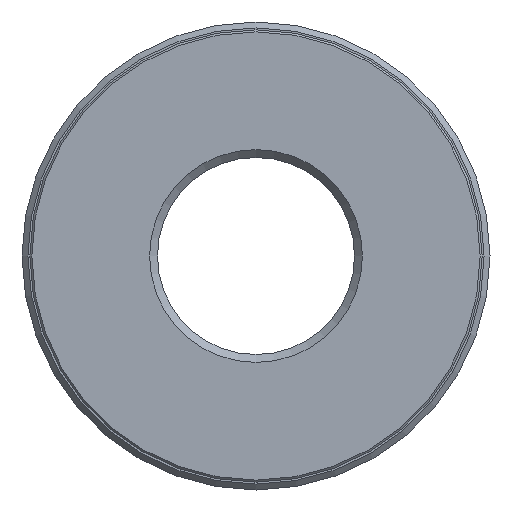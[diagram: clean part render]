
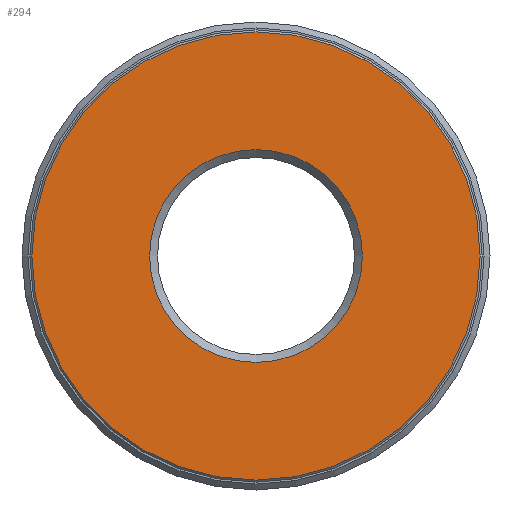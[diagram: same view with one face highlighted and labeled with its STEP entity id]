
A CAD part, front view. The second image highlights one B-rep face of the part: STEP entity #294.
In plain terms, the highlighted planar face has unit normal (0, -1, 0).
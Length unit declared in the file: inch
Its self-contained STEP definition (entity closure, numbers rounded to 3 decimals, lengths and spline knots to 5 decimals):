
#21 = CARTESIAN_POINT ( 'NONE',  ( 0., 0., 0. ) ) ;
#24 = DIRECTION ( 'NONE',  ( 0., 0., 1. ) ) ;
#59 = VERTEX_POINT ( 'NONE', #195 ) ;
#68 = DIRECTION ( 'NONE',  ( 0., 1., 0. ) ) ;
#117 = ORIENTED_EDGE ( 'NONE', *, *, #443, .T. ) ;
#125 = CIRCLE ( 'NONE', #287, 0.56875 ) ;
#143 = VERTEX_POINT ( 'NONE', #475 ) ;
#195 = CARTESIAN_POINT ( 'NONE',  ( 0., 0., 0.56875 ) ) ;
#216 = CARTESIAN_POINT ( 'NONE',  ( 0., 0., 0. ) ) ;
#220 = PLANE ( 'NONE',  #227 ) ;
#227 = AXIS2_PLACEMENT_3D ( 'NONE', #216, #68, #270 ) ;
#269 = EDGE_LOOP ( 'NONE', ( #117 ) ) ;
#270 = DIRECTION ( 'NONE',  ( 0., 0., 1. ) ) ;
#287 = AXIS2_PLACEMENT_3D ( 'NONE', #21, #442, #356 ) ;
#294 = ADVANCED_FACE ( 'NONE', ( #404, #306 ), #220, .F. ) ;
#306 = FACE_BOUND ( 'NONE', #269, .T. ) ;
#310 = DIRECTION ( 'NONE',  ( 0., 1., 0. ) ) ;
#346 = AXIS2_PLACEMENT_3D ( 'NONE', #584, #310, #24 ) ;
#356 = DIRECTION ( 'NONE',  ( 0., 0., 1. ) ) ;
#360 = CIRCLE ( 'NONE', #346, 0.27 ) ;
#399 = EDGE_CURVE ( 'NONE', #59, #59, #125, .T. ) ;
#404 = FACE_OUTER_BOUND ( 'NONE', #486, .T. ) ;
#442 = DIRECTION ( 'NONE',  ( 0., 1., 0. ) ) ;
#443 = EDGE_CURVE ( 'NONE', #143, #143, #360, .T. ) ;
#475 = CARTESIAN_POINT ( 'NONE',  ( 0., 0., 0.27 ) ) ;
#486 = EDGE_LOOP ( 'NONE', ( #565 ) ) ;
#565 = ORIENTED_EDGE ( 'NONE', *, *, #399, .F. ) ;
#584 = CARTESIAN_POINT ( 'NONE',  ( 0., 0., 0. ) ) ;
